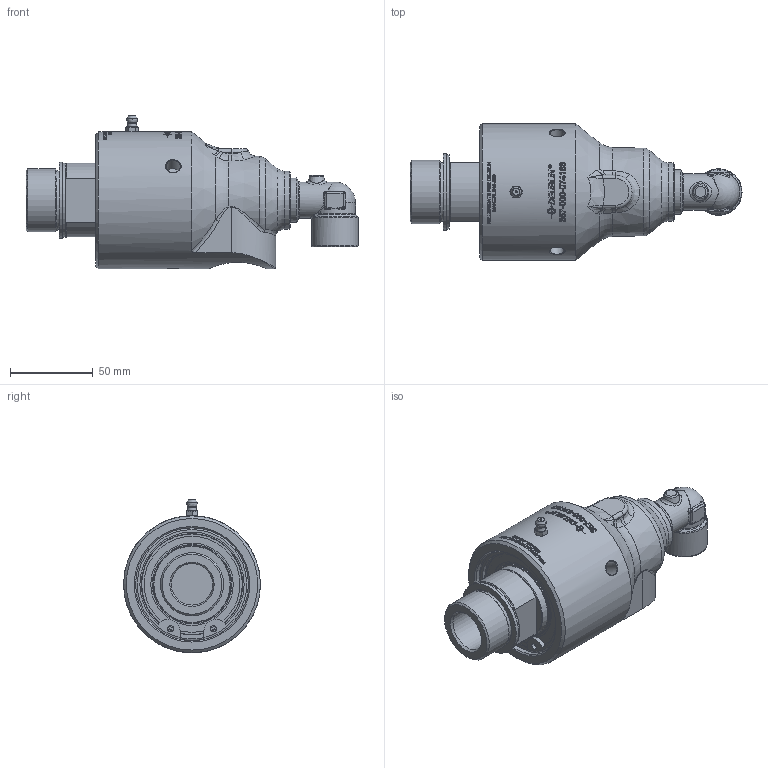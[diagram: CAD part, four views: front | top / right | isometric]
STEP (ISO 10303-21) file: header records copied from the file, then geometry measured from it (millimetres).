
FILE_DESCRIPTION(/* description */ (''),/* implementation_level */ '2;1');
FILE_NAME(/* name */ '357-000-074163-IC.stp',/* time_stamp */ '2022-01-20T11:33:53+01:00',/* author */ ('mskipas'),/* organization */ (''),/* preprocessor_version */ 'ST-DEVELOPER v18.1',/* originating_system */ 'Autodesk Inventor 2022',/* authorisation */ '');
FILE_SCHEMA (('AUTOMOTIVE_DESIGN { 1 0 10303 214 3 1 1 }'));
Products named in the file (1): 357-000-074163-IC
Bounding box: 200.31 x 82.6 x 92.59 mm (x, y, z)
Volume: 511272.5 mm3; surface area: 63609.6 mm2
Topology: 1 solids, 6 shells, 1114 faces, 2890 edges, 1870 vertices
Faces by surface type: bspline 502, plane 372, cylinder 160, cone 35, torus 28, sphere 17
Full cylindrical faces by diameter (mm): 3 x1, 3.12 x2, 3.2 x1, 3.72 x2, 8.6 x3, 17.475 x1, 22 x1, 25 x1, 28 x1, 28.575 x1, 34.9 x1, 38 x1, 38.1 x1, 39.4 x1, 40 x1, 44.65 x2, 46 x1, 49.775 x1, 57.913 x1, 60.725 x1, 61.1 x1, 68 x1, 68.1 x2, 73.8 x1, 82.6 x1
Entity records: 46034 total; most frequent: CARTESIAN_POINT 21479, ORIENTED_EDGE 5732, DIRECTION 3680, EDGE_CURVE 2866, VERTEX_POINT 1870, AXIS2_PLACEMENT_3D 1277, EDGE_LOOP 1228, LINE 1126
